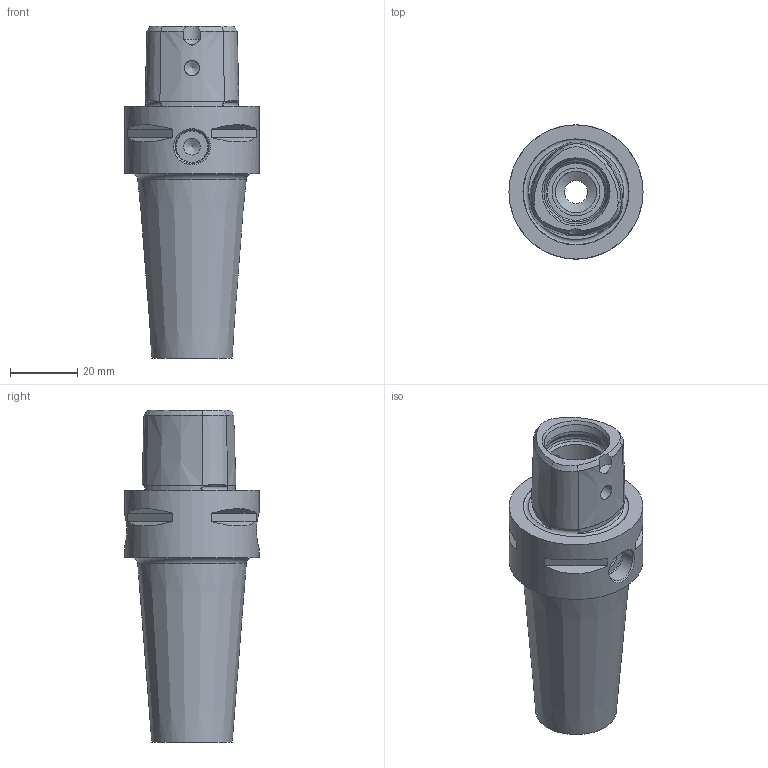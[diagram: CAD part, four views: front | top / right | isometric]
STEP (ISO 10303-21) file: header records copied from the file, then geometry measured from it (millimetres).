
FILE_DESCRIPTION(/* description */ (''),/* implementation_level */ '2;1');
FILE_NAME(/* name */ 'C4.70.10.stp',/* time_stamp */ '2022-05-24T15:31:01+02:00',/* author */ ('cad'),/* organization */ (''),/* preprocessor_version */ 'ST-DEVELOPER v18.1',/* originating_system */ 'Autodesk Inventor 2021',/* authorisation */ '');
FILE_SCHEMA (('AUTOMOTIVE_DESIGN { 1 0 10303 214 3 1 1 }'));
Length unit declared in the file: millimetre
Products named in the file (1): 04_10_37
Bounding box: 40 x 40 x 99 mm (x, y, z)
Volume: 61493.1 mm3; surface area: 15442.5 mm2
Topology: 1 solids, 1 shells, 92 faces, 248 edges, 167 vertices
Faces by surface type: cylinder 30, cone 30, plane 27, torus 4, bspline 1
Full cylindrical faces by diameter (mm): 4.6 x2, 5 x1, 6.917 x1, 9 x1, 10 x2, 10.5 x1, 12.376 x1, 14.3 x1, 18 x2, 20 x1, 40 x1
Entity records: 3401 total; most frequent: CARTESIAN_POINT 999, DIRECTION 514, ORIENTED_EDGE 492, EDGE_CURVE 246, AXIS2_PLACEMENT_3D 223, VERTEX_POINT 168, CIRCLE 123, EDGE_LOOP 108
